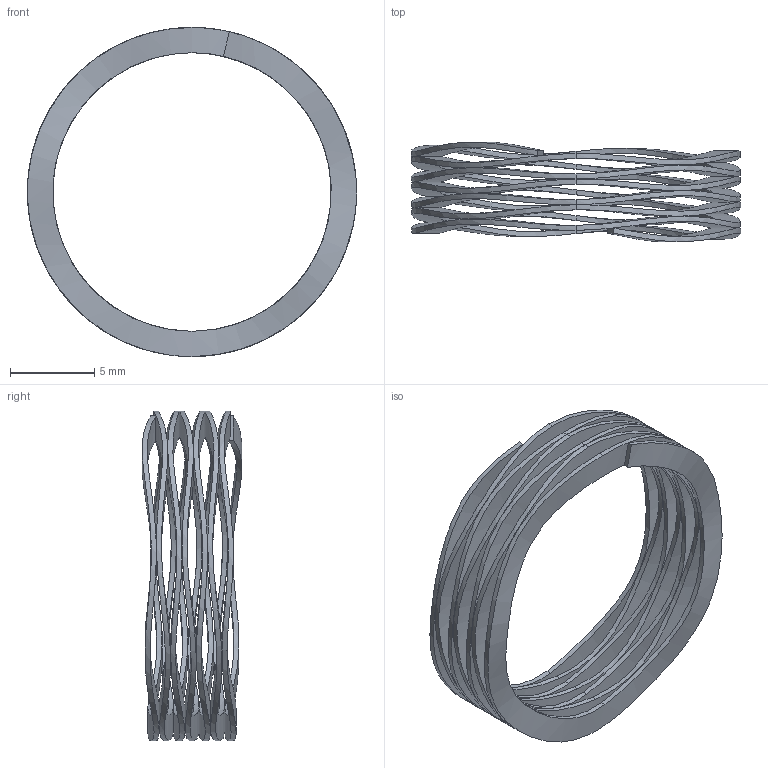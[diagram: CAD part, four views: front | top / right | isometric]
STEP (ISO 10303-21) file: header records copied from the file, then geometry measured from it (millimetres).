
FILE_DESCRIPTION (( 'STEP AP203' ), '1' );
FILE_NAME ('WP19.5P090N7.STEP', '2022-09-07T01:57:10', ( '' ), ( '' ), 'SwSTEP 2.0', 'SolidWorks 2020', '' );
FILE_SCHEMA (( 'CONFIG_CONTROL_DESIGN' ));
Length unit declared in the file: millimetre
Products named in the file (1): WP19.5P090N7
Bounding box: 19.5 x 5.89 x 19.5 mm (x, y, z)
Volume: 176 mm3; surface area: 1413.5 mm2
Topology: 1 solids, 1 shells, 32 faces, 90 edges, 60 vertices
Faces by surface type: cylinder 28, bspline 2, plane 2
Entity records: 9421 total; most frequent: CARTESIAN_POINT 8643, ORIENTED_EDGE 180, DIRECTION 92, EDGE_CURVE 90, VERTEX_POINT 60, B_SPLINE_CURVE_WITH_KNOTS 56, EDGE_LOOP 32, ADVANCED_FACE 32
